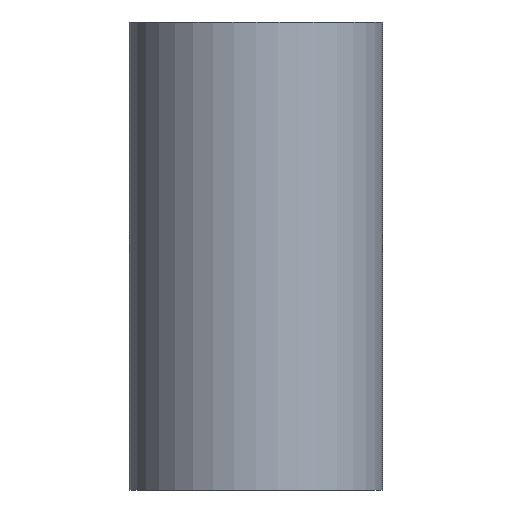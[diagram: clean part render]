
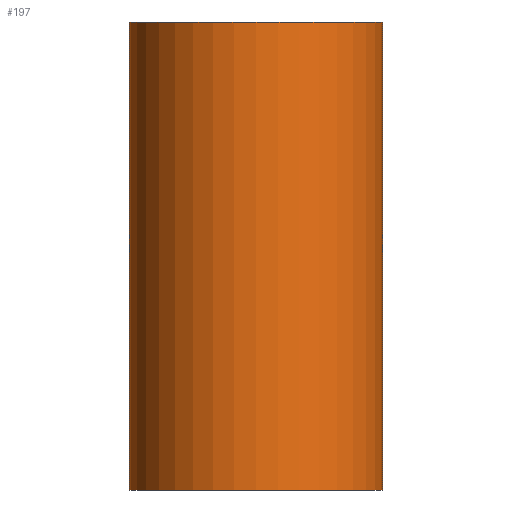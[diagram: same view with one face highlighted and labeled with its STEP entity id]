
A CAD part, front view. The second image highlights one B-rep face of the part: STEP entity #197.
In plain terms, the highlighted cylindrical face has radius 53 mm (diameter 106 mm), a full revolution.
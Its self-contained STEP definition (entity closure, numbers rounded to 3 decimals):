
#16=B_SPLINE_CURVE_WITH_KNOTS('',3,(#409,#410,#411,#412,#413,#414,#415,
#416,#417,#418,#419,#420,#421,#422,#423,#424,#425,#426,#427,#428,#429,#430,
#431,#432,#433,#434,#435,#436,#437,#438,#439,#440,#441,#442,#443,#444,#445,
#446,#447,#448,#449,#450,#451,#452,#453,#454,#455,#456,#457,#458,#459,#460,
#461,#462,#463,#464,#465,#466,#467,#468,#469,#470,#471,#472,#473,#474),
 .UNSPECIFIED.,.T.,.F.,(4,2,2,2,2,2,2,2,2,2,2,2,2,2,2,2,2,2,2,2,2,2,2,2,
2,2,2,2,2,2,2,2,4),(0.,0.49,0.98,1.469,
1.959,2.448,2.937,3.425,3.914,
4.403,4.892,5.38,5.869,6.359,
6.849,7.338,7.828,8.318,8.808,
9.298,9.788,10.276,10.765,11.254,
11.742,12.231,12.72,13.209,13.697,
14.187,14.677,15.167,15.657),
 .UNSPECIFIED.);
#29=CYLINDRICAL_SURFACE('',#230,53.);
#44=FACE_BOUND('',#92,.T.);
#45=FACE_BOUND('',#93,.T.);
#61=FACE_OUTER_BOUND('',#91,.T.);
#91=EDGE_LOOP('',(#174));
#92=EDGE_LOOP('',(#175));
#93=EDGE_LOOP('',(#176));
#101=CIRCLE('',#208,53.);
#105=CIRCLE('',#215,53.);
#116=VERTEX_POINT('',#307);
#120=VERTEX_POINT('',#318);
#129=VERTEX_POINT('',#408);
#133=EDGE_CURVE('',#116,#116,#101,.T.);
#137=EDGE_CURVE('',#120,#120,#105,.T.);
#146=EDGE_CURVE('',#129,#129,#16,.T.);
#174=ORIENTED_EDGE('',*,*,#133,.F.);
#175=ORIENTED_EDGE('',*,*,#137,.F.);
#176=ORIENTED_EDGE('',*,*,#146,.T.);
#197=ADVANCED_FACE('',(#61,#44,#45),#29,.T.);
#208=AXIS2_PLACEMENT_3D('',#308,#247,#248);
#215=AXIS2_PLACEMENT_3D('',#319,#261,#262);
#230=AXIS2_PLACEMENT_3D('',#475,#291,#292);
#247=DIRECTION('center_axis',(0.,0.,1.));
#248=DIRECTION('ref_axis',(-1.,0.,0.));
#261=DIRECTION('center_axis',(0.,0.,-1.));
#262=DIRECTION('ref_axis',(-1.,0.,0.));
#291=DIRECTION('center_axis',(0.,0.,1.));
#292=DIRECTION('ref_axis',(-1.,0.,0.));
#307=CARTESIAN_POINT('',(53.,0.,98.));
#308=CARTESIAN_POINT('Origin',(0.,0.,98.));
#318=CARTESIAN_POINT('',(53.,0.,-98.));
#319=CARTESIAN_POINT('Origin',(0.,0.,-98.));
#408=CARTESIAN_POINT('',(25.5,46.462,0.));
#409=CARTESIAN_POINT('Ctrl Pts',(25.5,46.462,0.));
#410=CARTESIAN_POINT('Ctrl Pts',(25.5,46.462,1.633));
#411=CARTESIAN_POINT('Ctrl Pts',(25.341,46.551,3.31));
#412=CARTESIAN_POINT('Ctrl Pts',(24.682,46.904,6.628));
#413=CARTESIAN_POINT('Ctrl Pts',(24.182,47.167,8.268));
#414=CARTESIAN_POINT('Ctrl Pts',(22.874,47.816,11.398));
#415=CARTESIAN_POINT('Ctrl Pts',(22.064,48.2,12.892));
#416=CARTESIAN_POINT('Ctrl Pts',(20.202,49.009,15.649));
#417=CARTESIAN_POINT('Ctrl Pts',(19.15,49.434,16.913));
#418=CARTESIAN_POINT('Ctrl Pts',(16.915,50.242,19.147));
#419=CARTESIAN_POINT('Ctrl Pts',(15.653,50.656,20.199));
#420=CARTESIAN_POINT('Ctrl Pts',(12.895,51.427,22.062));
#421=CARTESIAN_POINT('Ctrl Pts',(11.4,51.784,22.873));
#422=CARTESIAN_POINT('Ctrl Pts',(8.265,52.376,24.183));
#423=CARTESIAN_POINT('Ctrl Pts',(6.624,52.611,24.683));
#424=CARTESIAN_POINT('Ctrl Pts',(3.305,52.923,25.341));
#425=CARTESIAN_POINT('Ctrl Pts',(1.629,53.,25.5));
#426=CARTESIAN_POINT('Ctrl Pts',(-1.629,53.,25.5));
#427=CARTESIAN_POINT('Ctrl Pts',(-3.305,52.923,25.341));
#428=CARTESIAN_POINT('Ctrl Pts',(-6.624,52.611,24.683));
#429=CARTESIAN_POINT('Ctrl Pts',(-8.265,52.376,24.183));
#430=CARTESIAN_POINT('Ctrl Pts',(-11.4,51.784,22.873));
#431=CARTESIAN_POINT('Ctrl Pts',(-12.895,51.427,22.062));
#432=CARTESIAN_POINT('Ctrl Pts',(-15.653,50.656,20.199));
#433=CARTESIAN_POINT('Ctrl Pts',(-16.915,50.242,19.147));
#434=CARTESIAN_POINT('Ctrl Pts',(-19.15,49.434,16.913));
#435=CARTESIAN_POINT('Ctrl Pts',(-20.202,49.009,15.649));
#436=CARTESIAN_POINT('Ctrl Pts',(-22.064,48.2,12.892));
#437=CARTESIAN_POINT('Ctrl Pts',(-22.874,47.816,11.398));
#438=CARTESIAN_POINT('Ctrl Pts',(-24.182,47.167,8.268));
#439=CARTESIAN_POINT('Ctrl Pts',(-24.682,46.904,6.628));
#440=CARTESIAN_POINT('Ctrl Pts',(-25.341,46.551,3.31));
#441=CARTESIAN_POINT('Ctrl Pts',(-25.5,46.462,1.633));
#442=CARTESIAN_POINT('Ctrl Pts',(-25.5,46.462,-1.633));
#443=CARTESIAN_POINT('Ctrl Pts',(-25.341,46.551,-3.31));
#444=CARTESIAN_POINT('Ctrl Pts',(-24.682,46.904,-6.628));
#445=CARTESIAN_POINT('Ctrl Pts',(-24.182,47.167,-8.268));
#446=CARTESIAN_POINT('Ctrl Pts',(-22.874,47.816,-11.398));
#447=CARTESIAN_POINT('Ctrl Pts',(-22.064,48.2,-12.892));
#448=CARTESIAN_POINT('Ctrl Pts',(-20.202,49.009,-15.649));
#449=CARTESIAN_POINT('Ctrl Pts',(-19.15,49.434,-16.913));
#450=CARTESIAN_POINT('Ctrl Pts',(-16.915,50.242,-19.147));
#451=CARTESIAN_POINT('Ctrl Pts',(-15.653,50.656,-20.199));
#452=CARTESIAN_POINT('Ctrl Pts',(-12.895,51.427,-22.062));
#453=CARTESIAN_POINT('Ctrl Pts',(-11.4,51.784,-22.873));
#454=CARTESIAN_POINT('Ctrl Pts',(-8.265,52.376,-24.183));
#455=CARTESIAN_POINT('Ctrl Pts',(-6.624,52.611,-24.683));
#456=CARTESIAN_POINT('Ctrl Pts',(-3.305,52.923,-25.341));
#457=CARTESIAN_POINT('Ctrl Pts',(-1.629,53.,-25.5));
#458=CARTESIAN_POINT('Ctrl Pts',(1.629,53.,-25.5));
#459=CARTESIAN_POINT('Ctrl Pts',(3.305,52.923,-25.341));
#460=CARTESIAN_POINT('Ctrl Pts',(6.624,52.611,-24.683));
#461=CARTESIAN_POINT('Ctrl Pts',(8.265,52.376,-24.183));
#462=CARTESIAN_POINT('Ctrl Pts',(11.4,51.784,-22.873));
#463=CARTESIAN_POINT('Ctrl Pts',(12.895,51.427,-22.062));
#464=CARTESIAN_POINT('Ctrl Pts',(15.653,50.656,-20.199));
#465=CARTESIAN_POINT('Ctrl Pts',(16.915,50.242,-19.147));
#466=CARTESIAN_POINT('Ctrl Pts',(19.15,49.434,-16.913));
#467=CARTESIAN_POINT('Ctrl Pts',(20.202,49.009,-15.649));
#468=CARTESIAN_POINT('Ctrl Pts',(22.064,48.2,-12.892));
#469=CARTESIAN_POINT('Ctrl Pts',(22.874,47.816,-11.398));
#470=CARTESIAN_POINT('Ctrl Pts',(24.182,47.167,-8.268));
#471=CARTESIAN_POINT('Ctrl Pts',(24.682,46.904,-6.628));
#472=CARTESIAN_POINT('Ctrl Pts',(25.341,46.551,-3.31));
#473=CARTESIAN_POINT('Ctrl Pts',(25.5,46.462,-1.633));
#474=CARTESIAN_POINT('Ctrl Pts',(25.5,46.462,0.));
#475=CARTESIAN_POINT('Origin',(0.,0.,0.));
